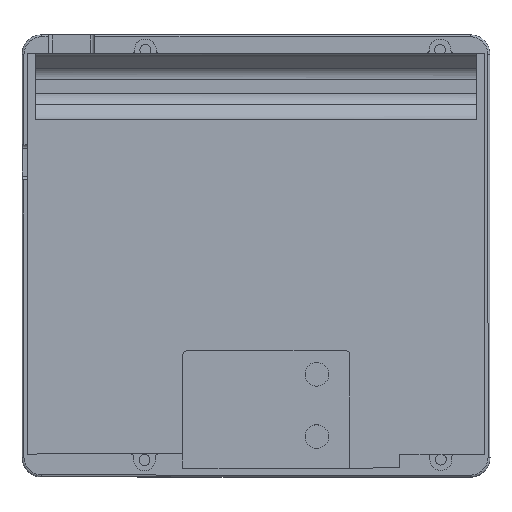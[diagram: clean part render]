
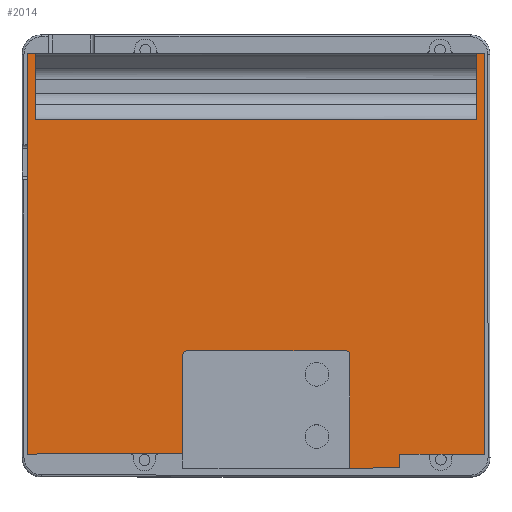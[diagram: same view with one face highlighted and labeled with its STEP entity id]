
A CAD part, top view. The second image highlights one B-rep face of the part: STEP entity #2014.
In plain terms, the highlighted planar face has unit normal (0, 0, 1).
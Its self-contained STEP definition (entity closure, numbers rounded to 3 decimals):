
#426=CARTESIAN_POINT('',(267.02,114.63,-3.5));
#427=VERTEX_POINT('',#426);
#436=CARTESIAN_POINT('',(267.06,11.653,-3.5));
#437=VERTEX_POINT('',#436);
#438=CARTESIAN_POINT('',(267.02,114.63,-3.5));
#439=DIRECTION('',(0.,-1.,0.));
#440=VECTOR('',#439,102.977);
#441=LINE('',#438,#440);
#442=EDGE_CURVE('',#427,#437,#441,.T.);
#466=CARTESIAN_POINT('',(149.65,11.712,-3.5));
#467=VERTEX_POINT('',#466);
#468=CARTESIAN_POINT('',(149.65,114.63,-3.5));
#469=VERTEX_POINT('',#468);
#470=CARTESIAN_POINT('',(149.65,11.712,-3.5));
#471=DIRECTION('',(0.,1.,-0.));
#472=VECTOR('',#471,102.918);
#473=LINE('',#470,#472);
#474=EDGE_CURVE('',#467,#469,#473,.T.);
#558=CARTESIAN_POINT('',(265.026,97.63,-3.5));
#559=VERTEX_POINT('',#558);
#574=CARTESIAN_POINT('',(151.65,97.63,-3.5));
#575=VERTEX_POINT('',#574);
#582=CARTESIAN_POINT('',(265.026,97.63,-3.5));
#583=DIRECTION('',(-1.,-0.,0.));
#584=VECTOR('',#583,113.376);
#585=LINE('',#582,#584);
#586=EDGE_CURVE('',#559,#575,#585,.T.);
#1648=CARTESIAN_POINT('',(151.65,114.63,-3.5));
#1649=VERTEX_POINT('',#1648);
#1650=CARTESIAN_POINT('',(151.65,114.63,-3.5));
#1651=DIRECTION('',(-1.,0.,0.));
#1652=VECTOR('',#1651,2.);
#1653=LINE('',#1650,#1652);
#1654=EDGE_CURVE('',#1649,#469,#1653,.T.);
#1839=CARTESIAN_POINT('',(189.58,11.76,-3.5));
#1840=VERTEX_POINT('',#1839);
#1847=CARTESIAN_POINT('',(189.58,11.76,-3.5));
#1848=DIRECTION('',(-1.,-0.001,0.));
#1849=VECTOR('',#1848,39.93);
#1850=LINE('',#1847,#1849);
#1851=EDGE_CURVE('',#1840,#467,#1850,.T.);
#1927=CARTESIAN_POINT('',(245.207,11.627,-3.5));
#1928=VERTEX_POINT('',#1927);
#1929=CARTESIAN_POINT('',(267.06,11.653,-3.5));
#1930=DIRECTION('',(-1.,-0.001,0.));
#1931=VECTOR('',#1930,21.853);
#1932=LINE('',#1929,#1931);
#1933=EDGE_CURVE('',#437,#1928,#1932,.T.);
#1959=CARTESIAN_POINT('',(209.902,56.168,-3.5));
#1960=DIRECTION('',(0.,-0.,-1.));
#1961=DIRECTION('',(0.,1.,-0.));
#1962=AXIS2_PLACEMENT_3D('',#1959,#1960,#1961);
#1963=PLANE('',#1962);
#1964=ORIENTED_EDGE('',*,*,#442,.F.);
#1965=CARTESIAN_POINT('',(265.02,114.629,-3.5));
#1966=VERTEX_POINT('',#1965);
#1967=CARTESIAN_POINT('',(265.02,114.629,-3.5));
#1968=DIRECTION('',(1.,0.,-0.));
#1969=VECTOR('',#1968,2.);
#1970=LINE('',#1967,#1969);
#1971=EDGE_CURVE('',#1966,#427,#1970,.T.);
#1972=ORIENTED_EDGE('',*,*,#1971,.F.);
#1973=CARTESIAN_POINT('',(265.026,97.63,-3.5));
#1974=DIRECTION('',(0.,1.,-0.));
#1975=VECTOR('',#1974,16.999);
#1976=LINE('',#1973,#1975);
#1977=EDGE_CURVE('',#559,#1966,#1976,.T.);
#1978=ORIENTED_EDGE('',*,*,#1977,.F.);
#1979=ORIENTED_EDGE('',*,*,#586,.T.);
#1980=CARTESIAN_POINT('',(151.65,97.63,-3.5));
#1981=DIRECTION('',(0.,1.,0.));
#1982=VECTOR('',#1981,17.);
#1983=LINE('',#1980,#1982);
#1984=EDGE_CURVE('',#575,#1649,#1983,.T.);
#1985=ORIENTED_EDGE('',*,*,#1984,.T.);
#1986=ORIENTED_EDGE('',*,*,#1654,.T.);
#1987=ORIENTED_EDGE('',*,*,#474,.F.);
#1988=ORIENTED_EDGE('',*,*,#1851,.F.);
#1989=CARTESIAN_POINT('',(189.58,8.06,-3.5));
#1990=VERTEX_POINT('',#1989);
#1991=CARTESIAN_POINT('',(189.58,8.06,-3.5));
#1992=DIRECTION('',(0.,1.,-0.));
#1993=VECTOR('',#1992,3.7);
#1994=LINE('',#1991,#1993);
#1995=EDGE_CURVE('',#1990,#1840,#1994,.T.);
#1996=ORIENTED_EDGE('',*,*,#1995,.F.);
#1997=CARTESIAN_POINT('',(245.212,8.127,-3.5));
#1998=VERTEX_POINT('',#1997);
#1999=CARTESIAN_POINT('',(189.58,8.06,-3.5));
#2000=DIRECTION('',(1.,0.001,-0.));
#2001=VECTOR('',#2000,55.632);
#2002=LINE('',#1999,#2001);
#2003=EDGE_CURVE('',#1990,#1998,#2002,.T.);
#2004=ORIENTED_EDGE('',*,*,#2003,.T.);
#2005=CARTESIAN_POINT('',(245.212,8.127,-3.5));
#2006=DIRECTION('',(-0.001,1.,-0.));
#2007=VECTOR('',#2006,3.5);
#2008=LINE('',#2005,#2007);
#2009=EDGE_CURVE('',#1998,#1928,#2008,.T.);
#2010=ORIENTED_EDGE('',*,*,#2009,.T.);
#2011=ORIENTED_EDGE('',*,*,#1933,.F.);
#2012=EDGE_LOOP('',(#1964,#1972,#1978,#1979,#1985,#1986,#1987,#1988,#1996,#2004,#2010,#2011));
#2013=FACE_BOUND('',#2012,.T.);
#2014=ADVANCED_FACE('',(#2013),#1963,.F.);
